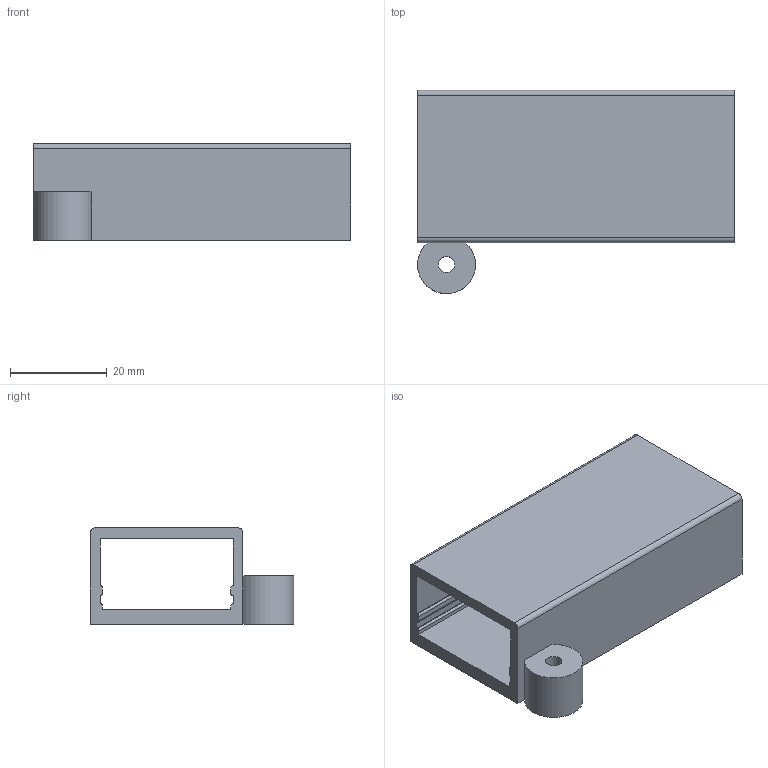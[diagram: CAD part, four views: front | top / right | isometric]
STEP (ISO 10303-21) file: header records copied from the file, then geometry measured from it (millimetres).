
FILE_DESCRIPTION(('FreeCAD Model'),'2;1');
FILE_NAME('Open CASCADE Shape Model','2024-06-30T15:45:42',('Author'),( ''),'Open CASCADE STEP processor 7.6','FreeCAD','Unknown');
FILE_SCHEMA(('AUTOMOTIVE_DESIGN { 1 0 10303 214 1 1 1 1 }'));
Length unit declared in the file: millimetre
Products named in the file (1): Stepdown Case With Anchor
Bounding box: 65.5 x 42 x 19.95 mm (x, y, z)
Volume: 15902.4 mm3; surface area: 13225.1 mm2
Topology: 1 solids, 1 shells, 36 faces, 98 edges, 64 vertices
Faces by surface type: plane 25, cylinder 11
Full cylindrical faces by diameter (mm): 3.35 x1
Entity records: 1163 total; most frequent: CARTESIAN_POINT 199, ORIENTED_EDGE 196, DIRECTION 195, EDGE_CURVE 98, LINE 75, VECTOR 75, VERTEX_POINT 64, AXIS2_PLACEMENT_3D 60
